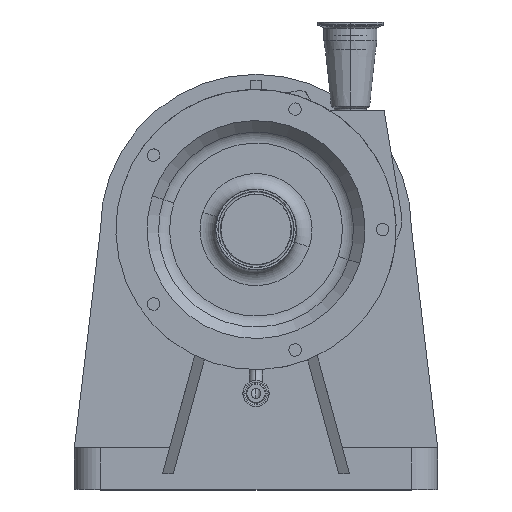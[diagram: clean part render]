
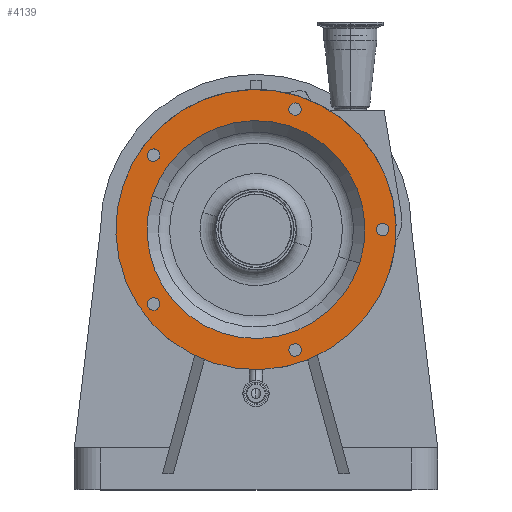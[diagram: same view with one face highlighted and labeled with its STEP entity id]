
A CAD part, top view. The second image highlights one B-rep face of the part: STEP entity #4139.
In plain terms, the highlighted planar face has unit normal (0, 0, 1).
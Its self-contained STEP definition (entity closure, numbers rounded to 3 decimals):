
#1074 = EDGE_CURVE ( 'NONE', #3854, #3836, #1271, .T. ) ;
#1271 = CIRCLE ( 'NONE', #1292, 6. ) ;
#1286 = DIRECTION ( 'NONE',  ( 0.951, -0.309, 0. ) ) ;
#1289 = DIRECTION ( 'NONE',  ( 0., 0., 1. ) ) ;
#1290 = CARTESIAN_POINT ( 'NONE',  ( 37.7, 116.029, 284. ) ) ;
#1292 = AXIS2_PLACEMENT_3D ( 'NONE', #1290, #1289, #1286 ) ;
#1564 = DIRECTION ( 'NONE',  ( 0., 0., 1. ) ) ;
#1569 = CIRCLE ( 'NONE', #1576, 135. ) ;
#1576 = AXIS2_PLACEMENT_3D ( 'NONE', #1594, #1564, #1590 ) ;
#1590 = DIRECTION ( 'NONE',  ( 0.951, -0.309, 0. ) ) ;
#1594 = CARTESIAN_POINT ( 'NONE',  ( 0., 0., 284. ) ) ;
#1699 = CARTESIAN_POINT ( 'NONE',  ( -128.393, 41.717, 284. ) ) ;
#1838 = CARTESIAN_POINT ( 'NONE',  ( 128.393, -41.717, 284. ) ) ;
#1861 = DIRECTION ( 'NONE',  ( 0., 0., 1. ) ) ;
#1862 = DIRECTION ( 'NONE',  ( 0., -1., 0. ) ) ;
#1893 = CARTESIAN_POINT ( 'NONE',  ( 116.294, -1.854, 284. ) ) ;
#1905 = CARTESIAN_POINT ( 'NONE',  ( 122., 0., 284. ) ) ;
#1907 = AXIS2_PLACEMENT_3D ( 'NONE', #1905, #1861, #1862 ) ;
#1916 = CIRCLE ( 'NONE', #1907, 6. ) ;
#1959 = CARTESIAN_POINT ( 'NONE',  ( 127.706, 1.854, 284. ) ) ;
#2004 = CIRCLE ( 'NONE', #2026, 6. ) ;
#2007 = DIRECTION ( 'NONE',  ( -0.951, -0.309, 0. ) ) ;
#2015 = DIRECTION ( 'NONE',  ( 0., 0., 1. ) ) ;
#2016 = CARTESIAN_POINT ( 'NONE',  ( 37.7, -116.029, 284. ) ) ;
#2025 = CARTESIAN_POINT ( 'NONE',  ( 41.227, -120.883, 284. ) ) ;
#2026 = AXIS2_PLACEMENT_3D ( 'NONE', #2016, #2015, #2007 ) ;
#2063 = AXIS2_PLACEMENT_3D ( 'NONE', #2101, #2067, #2093 ) ;
#2064 = CIRCLE ( 'NONE', #2063, 6. ) ;
#2067 = DIRECTION ( 'NONE',  ( 0., 0., 1. ) ) ;
#2084 = DIRECTION ( 'NONE',  ( 0., 0., 1. ) ) ;
#2085 = CARTESIAN_POINT ( 'NONE',  ( -98.7, 71.71, 284. ) ) ;
#2087 = AXIS2_PLACEMENT_3D ( 'NONE', #2085, #2084, #2098 ) ;
#2093 = DIRECTION ( 'NONE',  ( -0.588, 0.809, 0. ) ) ;
#2098 = DIRECTION ( 'NONE',  ( 0.588, 0.809, 0. ) ) ;
#2100 = CIRCLE ( 'NONE', #2087, 6. ) ;
#2101 = CARTESIAN_POINT ( 'NONE',  ( -98.7, -71.71, 284. ) ) ;
#2140 = CARTESIAN_POINT ( 'NONE',  ( -92.994, 69.856, 284. ) ) ;
#2176 = CARTESIAN_POINT ( 'NONE',  ( 37.7, 110.029, 284. ) ) ;
#2244 = CARTESIAN_POINT ( 'NONE',  ( -104.406, 73.564, 284. ) ) ;
#2281 = DIRECTION ( 'NONE',  ( 0.951, -0.309, 0. ) ) ;
#2282 = DIRECTION ( 'NONE',  ( 0., 0., 1. ) ) ;
#2343 = CARTESIAN_POINT ( 'NONE',  ( 37.7, 116.029, 284. ) ) ;
#2344 = AXIS2_PLACEMENT_3D ( 'NONE', #2343, #2282, #2281 ) ;
#2345 = CIRCLE ( 'NONE', #2344, 6. ) ;
#2346 = CARTESIAN_POINT ( 'NONE',  ( 37.7, 122.029, 284. ) ) ;
#2360 = CARTESIAN_POINT ( 'NONE',  ( 34.173, -111.175, 284. ) ) ;
#2743 = DIRECTION ( 'NONE',  ( 0., 0., 1. ) ) ;
#2887 = DIRECTION ( 'NONE',  ( 0.951, -0.309, 0. ) ) ;
#2997 = CIRCLE ( 'NONE', #3042, 105. ) ;
#3015 = CARTESIAN_POINT ( 'NONE',  ( -99.861, 32.447, 284. ) ) ;
#3039 = DIRECTION ( 'NONE',  ( 0.951, -0.309, 0. ) ) ;
#3040 = DIRECTION ( 'NONE',  ( 0., 0., 1. ) ) ;
#3041 = CARTESIAN_POINT ( 'NONE',  ( 0., 0., 284. ) ) ;
#3042 = AXIS2_PLACEMENT_3D ( 'NONE', #3041, #3040, #3039 ) ;
#3043 = CARTESIAN_POINT ( 'NONE',  ( -95.173, -66.856, 284. ) ) ;
#3046 = CARTESIAN_POINT ( 'NONE',  ( -102.227, -76.564, 284. ) ) ;
#3056 = CARTESIAN_POINT ( 'NONE',  ( 99.861, -32.447, 284. ) ) ;
#3109 = CARTESIAN_POINT ( 'NONE',  ( 0., 0., 284. ) ) ;
#3110 = AXIS2_PLACEMENT_3D ( 'NONE', #3109, #2743, #2887 ) ;
#3111 = CIRCLE ( 'NONE', #3110, 135. ) ;
#3112 = CARTESIAN_POINT ( 'NONE',  ( 12.052, 37.091, 284. ) ) ;
#3134 = AXIS2_PLACEMENT_3D ( 'NONE', #3112, #3214, #3216 ) ;
#3161 = PLANE ( 'NONE',  #3134 ) ;
#3214 = DIRECTION ( 'NONE',  ( 0., 0., -1. ) ) ;
#3216 = DIRECTION ( 'NONE',  ( -0.951, 0.309, 0. ) ) ;
#3239 = FACE_BOUND ( 'NONE', #4116, .T. ) ;
#3249 = FACE_BOUND ( 'NONE', #4041, .T. ) ;
#3250 = FACE_OUTER_BOUND ( 'NONE', #4095, .T. ) ;
#3251 = FACE_BOUND ( 'NONE', #4137, .T. ) ;
#3253 = FACE_BOUND ( 'NONE', #4082, .T. ) ;
#3260 = FACE_BOUND ( 'NONE', #4145, .T. ) ;
#3269 = FACE_BOUND ( 'NONE', #4114, .T. ) ;
#3602 = VERTEX_POINT ( 'NONE', #1699 ) ;
#3675 = EDGE_CURVE ( 'NONE', #3676, #3602, #1569, .T. ) ;
#3676 = VERTEX_POINT ( 'NONE', #1838 ) ;
#3716 = VERTEX_POINT ( 'NONE', #3043 ) ;
#3717 = VERTEX_POINT ( 'NONE', #3046 ) ;
#3720 = VERTEX_POINT ( 'NONE', #3015 ) ;
#3725 = VERTEX_POINT ( 'NONE', #3056 ) ;
#3728 = EDGE_CURVE ( 'NONE', #3720, #3725, #2997, .T. ) ;
#3739 = VERTEX_POINT ( 'NONE', #1893 ) ;
#3749 = EDGE_CURVE ( 'NONE', #3739, #3750, #1916, .T. ) ;
#3750 = VERTEX_POINT ( 'NONE', #1959 ) ;
#3782 = VERTEX_POINT ( 'NONE', #2025 ) ;
#3783 = EDGE_CURVE ( 'NONE', #3852, #3782, #2004, .T. ) ;
#3795 = EDGE_CURVE ( 'NONE', #3716, #3717, #2064, .T. ) ;
#3805 = EDGE_CURVE ( 'NONE', #3835, #3870, #2100, .T. ) ;
#3835 = VERTEX_POINT ( 'NONE', #2140 ) ;
#3836 = VERTEX_POINT ( 'NONE', #2176 ) ;
#3852 = VERTEX_POINT ( 'NONE', #2360 ) ;
#3854 = VERTEX_POINT ( 'NONE', #2346 ) ;
#3860 = EDGE_CURVE ( 'NONE', #3836, #3854, #2345, .T. ) ;
#3870 = VERTEX_POINT ( 'NONE', #2244 ) ;
#4041 = EDGE_LOOP ( 'NONE', ( #4129, #4170 ) ) ;
#4081 = ORIENTED_EDGE ( 'NONE', *, *, #5431, .F. ) ;
#4082 = EDGE_LOOP ( 'NONE', ( #4081, #4138 ) ) ;
#4094 = ORIENTED_EDGE ( 'NONE', *, *, #3675, .T. ) ;
#4095 = EDGE_LOOP ( 'NONE', ( #4094, #4146 ) ) ;
#4096 = ORIENTED_EDGE ( 'NONE', *, *, #3860, .F. ) ;
#4097 = EDGE_CURVE ( 'NONE', #3602, #3676, #3111, .T. ) ;
#4114 = EDGE_LOOP ( 'NONE', ( #4115, #4147 ) ) ;
#4115 = ORIENTED_EDGE ( 'NONE', *, *, #5397, .F. ) ;
#4116 = EDGE_LOOP ( 'NONE', ( #4127, #4128 ) ) ;
#4126 = ORIENTED_EDGE ( 'NONE', *, *, #1074, .F. ) ;
#4127 = ORIENTED_EDGE ( 'NONE', *, *, #5403, .F. ) ;
#4128 = ORIENTED_EDGE ( 'NONE', *, *, #3795, .F. ) ;
#4129 = ORIENTED_EDGE ( 'NONE', *, *, #4191, .F. ) ;
#4135 = ORIENTED_EDGE ( 'NONE', *, *, #3783, .F. ) ;
#4136 = ORIENTED_EDGE ( 'NONE', *, *, #5421, .F. ) ;
#4137 = EDGE_LOOP ( 'NONE', ( #4136, #4135 ) ) ;
#4138 = ORIENTED_EDGE ( 'NONE', *, *, #3749, .F. ) ;
#4139 = ADVANCED_FACE ( 'NONE', ( #3253, #3251, #3239, #3269, #3260, #3250, #3249 ), #3161, .F. ) ;
#4145 = EDGE_LOOP ( 'NONE', ( #4126, #4096 ) ) ;
#4146 = ORIENTED_EDGE ( 'NONE', *, *, #4097, .T. ) ;
#4147 = ORIENTED_EDGE ( 'NONE', *, *, #3805, .F. ) ;
#4170 = ORIENTED_EDGE ( 'NONE', *, *, #3728, .F. ) ;
#4191 = EDGE_CURVE ( 'NONE', #3725, #3720, #5301, .T. ) ;
#5297 = DIRECTION ( 'NONE',  ( 0., 0., 1. ) ) ;
#5298 = CARTESIAN_POINT ( 'NONE',  ( 0., 0., 284. ) ) ;
#5299 = DIRECTION ( 'NONE',  ( 0.951, -0.309, 0. ) ) ;
#5300 = AXIS2_PLACEMENT_3D ( 'NONE', #5298, #5297, #5299 ) ;
#5301 = CIRCLE ( 'NONE', #5300, 105. ) ;
#5397 = EDGE_CURVE ( 'NONE', #3870, #3835, #6893, .T. ) ;
#5403 = EDGE_CURVE ( 'NONE', #3717, #3716, #7110, .T. ) ;
#5421 = EDGE_CURVE ( 'NONE', #3782, #3852, #7105, .T. ) ;
#5431 = EDGE_CURVE ( 'NONE', #3750, #3739, #7095, .T. ) ;
#6893 = CIRCLE ( 'NONE', #6898, 6. ) ;
#6898 = AXIS2_PLACEMENT_3D ( 'NONE', #6914, #6913, #6916 ) ;
#6913 = DIRECTION ( 'NONE',  ( 0., 0., 1. ) ) ;
#6914 = CARTESIAN_POINT ( 'NONE',  ( -98.7, 71.71, 284. ) ) ;
#6916 = DIRECTION ( 'NONE',  ( 0.588, 0.809, 0. ) ) ;
#7087 = DIRECTION ( 'NONE',  ( 0., -1., 0. ) ) ;
#7088 = CARTESIAN_POINT ( 'NONE',  ( -98.7, -71.71, 284. ) ) ;
#7089 = CARTESIAN_POINT ( 'NONE',  ( 122., 0., 284. ) ) ;
#7090 = DIRECTION ( 'NONE',  ( 0., 0., 1. ) ) ;
#7091 = DIRECTION ( 'NONE',  ( 0., 0., 1. ) ) ;
#7095 = CIRCLE ( 'NONE', #7098, 6. ) ;
#7096 = CARTESIAN_POINT ( 'NONE',  ( 37.7, -116.029, 284. ) ) ;
#7098 = AXIS2_PLACEMENT_3D ( 'NONE', #7089, #7090, #7087 ) ;
#7099 = DIRECTION ( 'NONE',  ( -0.951, -0.309, 0. ) ) ;
#7105 = CIRCLE ( 'NONE', #7118, 6. ) ;
#7106 = DIRECTION ( 'NONE',  ( -0.588, 0.809, 0. ) ) ;
#7110 = CIRCLE ( 'NONE', #7115, 6. ) ;
#7115 = AXIS2_PLACEMENT_3D ( 'NONE', #7088, #7091, #7106 ) ;
#7118 = AXIS2_PLACEMENT_3D ( 'NONE', #7096, #7120, #7099 ) ;
#7120 = DIRECTION ( 'NONE',  ( 0., 0., 1. ) ) ;
